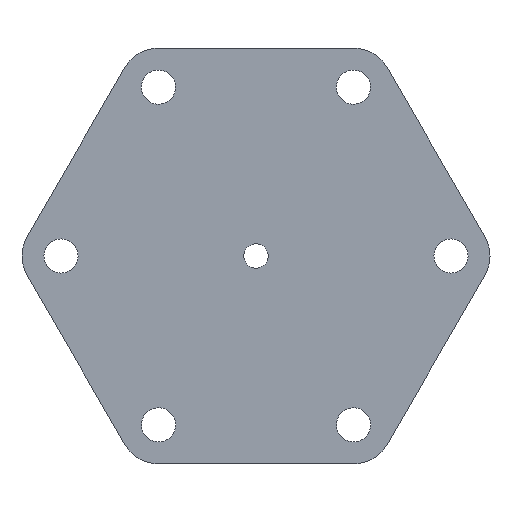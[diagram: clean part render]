
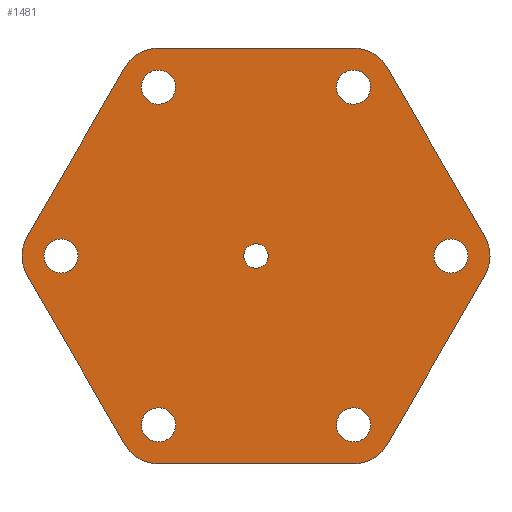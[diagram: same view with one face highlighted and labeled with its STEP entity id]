
A CAD part, left-side view. The second image highlights one B-rep face of the part: STEP entity #1481.
In plain terms, the highlighted planar face has unit normal (-1, 0, 0).
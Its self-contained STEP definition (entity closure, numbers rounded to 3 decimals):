
#103=CARTESIAN_POINT('Vertex',(0.,-5.485,2.996)) ;
#106=CARTESIAN_POINT('Axis2P3D Location',(0.,0.,0.)) ;
#110=CARTESIAN_POINT('Vertex',(0.,5.485,-2.996)) ;
#125=CARTESIAN_POINT('Axis2P3D Location',(0.,0.,0.)) ;
#146=CARTESIAN_POINT('Vertex',(0.,42.528,82.05)) ;
#151=CARTESIAN_POINT('Axis2P3D Location',(0.,50.,86.603)) ;
#155=CARTESIAN_POINT('Vertex',(0.,57.472,91.155)) ;
#177=CARTESIAN_POINT('Axis2P3D Location',(0.,50.,86.603)) ;
#203=CARTESIAN_POINT('Vertex',(0.,-92.321,-4.195)) ;
#208=CARTESIAN_POINT('Axis2P3D Location',(0.,-100.,0.)) ;
#212=CARTESIAN_POINT('Vertex',(0.,-107.679,4.195)) ;
#234=CARTESIAN_POINT('Axis2P3D Location',(0.,-100.,0.)) ;
#260=CARTESIAN_POINT('Vertex',(0.,107.679,-4.195)) ;
#265=CARTESIAN_POINT('Axis2P3D Location',(0.,100.,0.)) ;
#269=CARTESIAN_POINT('Vertex',(0.,92.321,4.195)) ;
#291=CARTESIAN_POINT('Axis2P3D Location',(0.,100.,0.)) ;
#317=CARTESIAN_POINT('Vertex',(0.,-49.794,77.855)) ;
#322=CARTESIAN_POINT('Axis2P3D Location',(0.,-50.,86.603)) ;
#326=CARTESIAN_POINT('Vertex',(0.,-50.206,95.35)) ;
#348=CARTESIAN_POINT('Axis2P3D Location',(0.,-50.,86.603)) ;
#374=CARTESIAN_POINT('Vertex',(0.,-42.528,-82.05)) ;
#379=CARTESIAN_POINT('Axis2P3D Location',(0.,-50.,-86.603)) ;
#383=CARTESIAN_POINT('Vertex',(0.,-57.472,-91.155)) ;
#405=CARTESIAN_POINT('Axis2P3D Location',(0.,-50.,-86.603)) ;
#431=CARTESIAN_POINT('Vertex',(0.,49.794,-77.855)) ;
#436=CARTESIAN_POINT('Axis2P3D Location',(0.,50.,-86.603)) ;
#440=CARTESIAN_POINT('Vertex',(0.,50.206,-95.35)) ;
#462=CARTESIAN_POINT('Axis2P3D Location',(0.,50.,-86.603)) ;
#1123=CARTESIAN_POINT('Axis2P3D Location',(0.,-50.,-86.603)) ;
#1127=CARTESIAN_POINT('Vertex',(0.,-67.321,-96.603)) ;
#1129=CARTESIAN_POINT('Vertex',(0.,-50.,-106.603)) ;
#1158=CARTESIAN_POINT('Vertex',(0.,-117.321,-10.)) ;
#1161=CARTESIAN_POINT('Line Origine',(0.,-92.321,-53.301)) ;
#1178=CARTESIAN_POINT('Axis2P3D Location',(0.,-100.,0.)) ;
#1182=CARTESIAN_POINT('Vertex',(0.,-117.321,10.)) ;
#1206=CARTESIAN_POINT('Vertex',(0.,-67.321,96.603)) ;
#1209=CARTESIAN_POINT('Line Origine',(0.,-92.321,53.301)) ;
#1226=CARTESIAN_POINT('Axis2P3D Location',(0.,-50.,86.603)) ;
#1230=CARTESIAN_POINT('Vertex',(0.,-50.,106.603)) ;
#1254=CARTESIAN_POINT('Vertex',(0.,50.,106.603)) ;
#1257=CARTESIAN_POINT('Line Origine',(0.,0.,106.603)) ;
#1274=CARTESIAN_POINT('Axis2P3D Location',(0.,50.,86.603)) ;
#1278=CARTESIAN_POINT('Vertex',(0.,67.321,96.603)) ;
#1302=CARTESIAN_POINT('Vertex',(0.,117.321,10.)) ;
#1305=CARTESIAN_POINT('Line Origine',(0.,92.321,53.301)) ;
#1322=CARTESIAN_POINT('Axis2P3D Location',(0.,100.,0.)) ;
#1326=CARTESIAN_POINT('Vertex',(0.,117.321,-10.)) ;
#1350=CARTESIAN_POINT('Vertex',(0.,67.321,-96.603)) ;
#1353=CARTESIAN_POINT('Line Origine',(0.,92.321,-53.301)) ;
#1370=CARTESIAN_POINT('Axis2P3D Location',(0.,50.,-86.603)) ;
#1374=CARTESIAN_POINT('Vertex',(0.,50.,-106.603)) ;
#1394=CARTESIAN_POINT('Line Origine',(0.,0.,-106.603)) ;
#1434=CARTESIAN_POINT('Axis2P3D Location',(0.,0.,0.)) ;
#107=DIRECTION('Axis2P3D Direction',(-1.,0.,-0.)) ;
#126=DIRECTION('Axis2P3D Direction',(-1.,0.,-0.)) ;
#152=DIRECTION('Axis2P3D Direction',(-1.,0.,0.)) ;
#178=DIRECTION('Axis2P3D Direction',(-1.,0.,0.)) ;
#209=DIRECTION('Axis2P3D Direction',(-1.,0.,0.)) ;
#235=DIRECTION('Axis2P3D Direction',(-1.,0.,0.)) ;
#266=DIRECTION('Axis2P3D Direction',(-1.,0.,-0.)) ;
#292=DIRECTION('Axis2P3D Direction',(-1.,0.,-0.)) ;
#323=DIRECTION('Axis2P3D Direction',(-1.,0.,0.)) ;
#349=DIRECTION('Axis2P3D Direction',(-1.,0.,0.)) ;
#380=DIRECTION('Axis2P3D Direction',(-1.,-0.,0.)) ;
#406=DIRECTION('Axis2P3D Direction',(-1.,-0.,0.)) ;
#437=DIRECTION('Axis2P3D Direction',(-1.,0.,-0.)) ;
#463=DIRECTION('Axis2P3D Direction',(-1.,0.,-0.)) ;
#1124=DIRECTION('Axis2P3D Direction',(-1.,-0.,0.)) ;
#1162=DIRECTION('Vector Direction',(0.,0.5,-0.866)) ;
#1179=DIRECTION('Axis2P3D Direction',(-1.,0.,0.)) ;
#1210=DIRECTION('Vector Direction',(0.,-0.5,-0.866)) ;
#1227=DIRECTION('Axis2P3D Direction',(-1.,0.,0.)) ;
#1258=DIRECTION('Vector Direction',(0.,-1.,0.)) ;
#1275=DIRECTION('Axis2P3D Direction',(-1.,0.,0.)) ;
#1306=DIRECTION('Vector Direction',(0.,-0.5,0.866)) ;
#1323=DIRECTION('Axis2P3D Direction',(-1.,0.,0.)) ;
#1354=DIRECTION('Vector Direction',(0.,0.5,0.866)) ;
#1371=DIRECTION('Axis2P3D Direction',(-1.,0.,0.)) ;
#1395=DIRECTION('Vector Direction',(0.,1.,0.)) ;
#1435=DIRECTION('Axis2P3D Direction',(1.,0.,0.)) ;
#1436=DIRECTION('Axis2P3D XDirection',(0.,1.,0.)) ;
#108=AXIS2_PLACEMENT_3D('Circle Axis2P3D',#106,#107,$) ;
#127=AXIS2_PLACEMENT_3D('Circle Axis2P3D',#125,#126,$) ;
#153=AXIS2_PLACEMENT_3D('Circle Axis2P3D',#151,#152,$) ;
#179=AXIS2_PLACEMENT_3D('Circle Axis2P3D',#177,#178,$) ;
#210=AXIS2_PLACEMENT_3D('Circle Axis2P3D',#208,#209,$) ;
#236=AXIS2_PLACEMENT_3D('Circle Axis2P3D',#234,#235,$) ;
#267=AXIS2_PLACEMENT_3D('Circle Axis2P3D',#265,#266,$) ;
#293=AXIS2_PLACEMENT_3D('Circle Axis2P3D',#291,#292,$) ;
#324=AXIS2_PLACEMENT_3D('Circle Axis2P3D',#322,#323,$) ;
#350=AXIS2_PLACEMENT_3D('Circle Axis2P3D',#348,#349,$) ;
#381=AXIS2_PLACEMENT_3D('Circle Axis2P3D',#379,#380,$) ;
#407=AXIS2_PLACEMENT_3D('Circle Axis2P3D',#405,#406,$) ;
#438=AXIS2_PLACEMENT_3D('Circle Axis2P3D',#436,#437,$) ;
#464=AXIS2_PLACEMENT_3D('Circle Axis2P3D',#462,#463,$) ;
#1125=AXIS2_PLACEMENT_3D('Circle Axis2P3D',#1123,#1124,$) ;
#1180=AXIS2_PLACEMENT_3D('Circle Axis2P3D',#1178,#1179,$) ;
#1228=AXIS2_PLACEMENT_3D('Circle Axis2P3D',#1226,#1227,$) ;
#1276=AXIS2_PLACEMENT_3D('Circle Axis2P3D',#1274,#1275,$) ;
#1324=AXIS2_PLACEMENT_3D('Circle Axis2P3D',#1322,#1323,$) ;
#1372=AXIS2_PLACEMENT_3D('Circle Axis2P3D',#1370,#1371,$) ;
#1437=AXIS2_PLACEMENT_3D('Plane Axis2P3D',#1434,#1435,#1436) ;
#1440=ORIENTED_EDGE('',*,*,#1131,.F.) ;
#1441=ORIENTED_EDGE('',*,*,#1165,.F.) ;
#1442=ORIENTED_EDGE('',*,*,#1184,.F.) ;
#1443=ORIENTED_EDGE('',*,*,#1213,.F.) ;
#1444=ORIENTED_EDGE('',*,*,#1232,.F.) ;
#1445=ORIENTED_EDGE('',*,*,#1261,.F.) ;
#1446=ORIENTED_EDGE('',*,*,#1280,.F.) ;
#1447=ORIENTED_EDGE('',*,*,#1309,.F.) ;
#1448=ORIENTED_EDGE('',*,*,#1328,.F.) ;
#1449=ORIENTED_EDGE('',*,*,#1357,.F.) ;
#1450=ORIENTED_EDGE('',*,*,#1376,.F.) ;
#1451=ORIENTED_EDGE('',*,*,#1398,.F.) ;
#1454=ORIENTED_EDGE('',*,*,#112,.T.) ;
#1455=ORIENTED_EDGE('',*,*,#129,.T.) ;
#1458=ORIENTED_EDGE('',*,*,#181,.T.) ;
#1459=ORIENTED_EDGE('',*,*,#157,.T.) ;
#1462=ORIENTED_EDGE('',*,*,#238,.T.) ;
#1463=ORIENTED_EDGE('',*,*,#214,.T.) ;
#1466=ORIENTED_EDGE('',*,*,#295,.T.) ;
#1467=ORIENTED_EDGE('',*,*,#271,.T.) ;
#1470=ORIENTED_EDGE('',*,*,#352,.T.) ;
#1471=ORIENTED_EDGE('',*,*,#328,.T.) ;
#1474=ORIENTED_EDGE('',*,*,#409,.T.) ;
#1475=ORIENTED_EDGE('',*,*,#385,.T.) ;
#1478=ORIENTED_EDGE('',*,*,#466,.T.) ;
#1479=ORIENTED_EDGE('',*,*,#442,.T.) ;
#1456=FACE_BOUND('',#1453,.T.) ;
#1460=FACE_BOUND('',#1457,.T.) ;
#1464=FACE_BOUND('',#1461,.T.) ;
#1468=FACE_BOUND('',#1465,.T.) ;
#1472=FACE_BOUND('',#1469,.T.) ;
#1476=FACE_BOUND('',#1473,.T.) ;
#1480=FACE_BOUND('',#1477,.T.) ;
#1163=VECTOR('Line Direction',#1162,1.) ;
#1211=VECTOR('Line Direction',#1210,1.) ;
#1259=VECTOR('Line Direction',#1258,1.) ;
#1307=VECTOR('Line Direction',#1306,1.) ;
#1355=VECTOR('Line Direction',#1354,1.) ;
#1396=VECTOR('Line Direction',#1395,1.) ;
#1481=ADVANCED_FACE('Corps principal',(#1452,#1456,#1460,#1464,#1468,#1472,#1476,#1480),#1438,.F.) ;
#109=CIRCLE('generated circle',#108,6.25) ;
#128=CIRCLE('generated circle',#127,6.25) ;
#154=CIRCLE('generated circle',#153,8.75) ;
#180=CIRCLE('generated circle',#179,8.75) ;
#211=CIRCLE('generated circle',#210,8.75) ;
#237=CIRCLE('generated circle',#236,8.75) ;
#268=CIRCLE('generated circle',#267,8.75) ;
#294=CIRCLE('generated circle',#293,8.75) ;
#325=CIRCLE('generated circle',#324,8.75) ;
#351=CIRCLE('generated circle',#350,8.75) ;
#382=CIRCLE('generated circle',#381,8.75) ;
#408=CIRCLE('generated circle',#407,8.75) ;
#439=CIRCLE('generated circle',#438,8.75) ;
#465=CIRCLE('generated circle',#464,8.75) ;
#1126=CIRCLE('generated circle',#1125,20.) ;
#1181=CIRCLE('generated circle',#1180,20.) ;
#1229=CIRCLE('generated circle',#1228,20.) ;
#1277=CIRCLE('generated circle',#1276,20.) ;
#1325=CIRCLE('generated circle',#1324,20.) ;
#1373=CIRCLE('generated circle',#1372,20.) ;
#112=EDGE_CURVE('',#111,#104,#109,.F.) ;
#129=EDGE_CURVE('',#104,#111,#128,.F.) ;
#157=EDGE_CURVE('',#156,#147,#154,.F.) ;
#181=EDGE_CURVE('',#147,#156,#180,.F.) ;
#214=EDGE_CURVE('',#213,#204,#211,.F.) ;
#238=EDGE_CURVE('',#204,#213,#237,.F.) ;
#271=EDGE_CURVE('',#270,#261,#268,.F.) ;
#295=EDGE_CURVE('',#261,#270,#294,.F.) ;
#328=EDGE_CURVE('',#327,#318,#325,.F.) ;
#352=EDGE_CURVE('',#318,#327,#351,.F.) ;
#385=EDGE_CURVE('',#384,#375,#382,.F.) ;
#409=EDGE_CURVE('',#375,#384,#408,.F.) ;
#442=EDGE_CURVE('',#441,#432,#439,.F.) ;
#466=EDGE_CURVE('',#432,#441,#465,.F.) ;
#1131=EDGE_CURVE('',#1128,#1130,#1126,.F.) ;
#1165=EDGE_CURVE('',#1159,#1128,#1164,.T.) ;
#1184=EDGE_CURVE('',#1183,#1159,#1181,.F.) ;
#1213=EDGE_CURVE('',#1207,#1183,#1212,.T.) ;
#1232=EDGE_CURVE('',#1231,#1207,#1229,.F.) ;
#1261=EDGE_CURVE('',#1255,#1231,#1260,.T.) ;
#1280=EDGE_CURVE('',#1279,#1255,#1277,.F.) ;
#1309=EDGE_CURVE('',#1303,#1279,#1308,.T.) ;
#1328=EDGE_CURVE('',#1327,#1303,#1325,.F.) ;
#1357=EDGE_CURVE('',#1351,#1327,#1356,.T.) ;
#1376=EDGE_CURVE('',#1375,#1351,#1373,.F.) ;
#1398=EDGE_CURVE('',#1130,#1375,#1397,.T.) ;
#1439=EDGE_LOOP('',(#1440,#1441,#1442,#1443,#1444,#1445,#1446,#1447,#1448,#1449,#1450,#1451)) ;
#1453=EDGE_LOOP('',(#1454,#1455)) ;
#1457=EDGE_LOOP('',(#1458,#1459)) ;
#1461=EDGE_LOOP('',(#1462,#1463)) ;
#1465=EDGE_LOOP('',(#1466,#1467)) ;
#1469=EDGE_LOOP('',(#1470,#1471)) ;
#1473=EDGE_LOOP('',(#1474,#1475)) ;
#1477=EDGE_LOOP('',(#1478,#1479)) ;
#1452=FACE_OUTER_BOUND('',#1439,.T.) ;
#1164=LINE('Line',#1161,#1163) ;
#1212=LINE('Line',#1209,#1211) ;
#1260=LINE('Line',#1257,#1259) ;
#1308=LINE('Line',#1305,#1307) ;
#1356=LINE('Line',#1353,#1355) ;
#1397=LINE('Line',#1394,#1396) ;
#1438=PLANE('',#1437) ;
#104=VERTEX_POINT('',#103) ;
#111=VERTEX_POINT('',#110) ;
#147=VERTEX_POINT('',#146) ;
#156=VERTEX_POINT('',#155) ;
#204=VERTEX_POINT('',#203) ;
#213=VERTEX_POINT('',#212) ;
#261=VERTEX_POINT('',#260) ;
#270=VERTEX_POINT('',#269) ;
#318=VERTEX_POINT('',#317) ;
#327=VERTEX_POINT('',#326) ;
#375=VERTEX_POINT('',#374) ;
#384=VERTEX_POINT('',#383) ;
#432=VERTEX_POINT('',#431) ;
#441=VERTEX_POINT('',#440) ;
#1128=VERTEX_POINT('',#1127) ;
#1130=VERTEX_POINT('',#1129) ;
#1159=VERTEX_POINT('',#1158) ;
#1183=VERTEX_POINT('',#1182) ;
#1207=VERTEX_POINT('',#1206) ;
#1231=VERTEX_POINT('',#1230) ;
#1255=VERTEX_POINT('',#1254) ;
#1279=VERTEX_POINT('',#1278) ;
#1303=VERTEX_POINT('',#1302) ;
#1327=VERTEX_POINT('',#1326) ;
#1351=VERTEX_POINT('',#1350) ;
#1375=VERTEX_POINT('',#1374) ;
